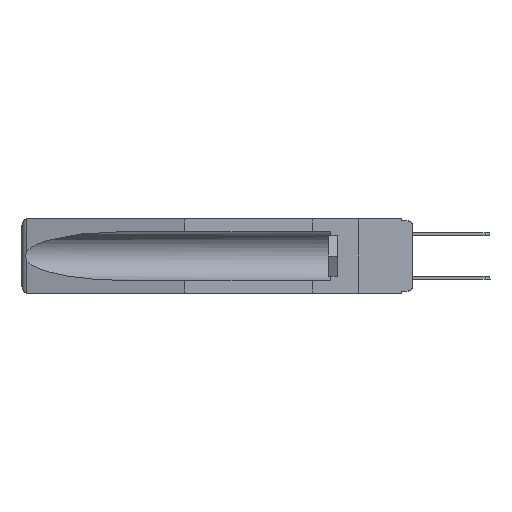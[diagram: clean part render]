
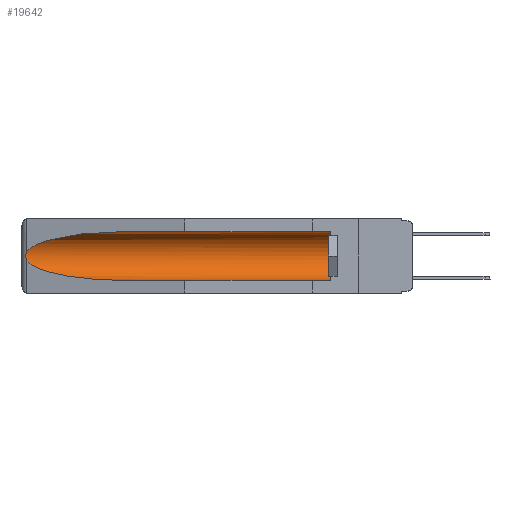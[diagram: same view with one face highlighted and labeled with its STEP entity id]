
A CAD part, left-side view. The second image highlights one B-rep face of the part: STEP entity #19642.
In plain terms, the highlighted cylindrical face has radius 2.857 mm (diameter 5.715 mm), a partial arc.
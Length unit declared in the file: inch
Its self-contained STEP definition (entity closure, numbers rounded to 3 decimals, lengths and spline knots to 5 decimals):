
#165 = VERTEX_POINT ( 'NONE', #15974 ) ;
#426 = CARTESIAN_POINT ( 'NONE',  ( 0.155, 0.126, -0.284 ) ) ;
#606 = ORIENTED_EDGE ( 'NONE', *, *, #7465, .T. ) ;
#1467 = DIRECTION ( 'NONE',  ( 0., 1., 0. ) ) ;
#2161 = CARTESIAN_POINT ( 'NONE',  ( 0.2675, 1.53308, -0.16763 ) ) ;
#3375 = CARTESIAN_POINT ( 'NONE',  ( 0.155, 1.07973, -0.284 ) ) ;
#3615 = CARTESIAN_POINT ( 'NONE',  ( 0.26537, 1.52718, -0.14972 ) ) ;
#3838 = ORIENTED_EDGE ( 'NONE', *, *, #5914, .T. ) ;
#4237 = EDGE_LOOP ( 'NONE', ( #606, #3838, #5141, #8690, #16323, #12589 ) ) ;
#4674 = DIRECTION ( 'NONE',  ( 0., -1., 0. ) ) ;
#4771 =( BOUNDED_CURVE ( )  B_SPLINE_CURVE ( 3, ( #15962, #11271, #9747, #3375 ),
 .UNSPECIFIED., .F., .F. ) 
 B_SPLINE_CURVE_WITH_KNOTS ( ( 4, 4 ),
 ( 0.1948, 1.5708 ),
 .UNSPECIFIED. ) 
 CURVE ( )  GEOMETRIC_REPRESENTATION_ITEM ( )  RATIONAL_B_SPLINE_CURVE ( ( 1., 0.848, 0.848, 1. ) ) 
 REPRESENTATION_ITEM ( '' )  );
#5141 = ORIENTED_EDGE ( 'NONE', *, *, #8190, .T. ) ;
#5630 = AXIS2_PLACEMENT_3D ( 'NONE', #15986, #4674, #17701 ) ;
#5649 = FACE_OUTER_BOUND ( 'NONE', #4237, .T. ) ;
#5775 = VERTEX_POINT ( 'NONE', #14471 ) ;
#5914 = EDGE_CURVE ( 'NONE', #5775, #10431, #16798, .T. ) ;
#6061 = CARTESIAN_POINT ( 'NONE',  ( 0.155, 0.126, -0.059 ) ) ;
#6756 = CARTESIAN_POINT ( 'NONE',  ( 0.26655, 1.53094, -0.18657 ) ) ;
#7000 = VERTEX_POINT ( 'NONE', #426 ) ;
#7349 = CARTESIAN_POINT ( 'NONE',  ( 0.26537, 1.52718, -0.19328 ) ) ;
#7465 = EDGE_CURVE ( 'NONE', #165, #5775, #11558, .T. ) ;
#7487 = CARTESIAN_POINT ( 'NONE',  ( 0.155, 1.07973, -0.284 ) ) ;
#8091 = EDGE_CURVE ( 'NONE', #7000, #8542, #14496, .T. ) ;
#8190 = EDGE_CURVE ( 'NONE', #10431, #8542, #4771, .T. ) ;
#8316 = CARTESIAN_POINT ( 'NONE',  ( 0.155, -0.30754, -0.1715 ) ) ;
#8542 = VERTEX_POINT ( 'NONE', #7487 ) ;
#8660 = CYLINDRICAL_SURFACE ( 'NONE', #11465, 0.1125 ) ;
#8690 = ORIENTED_EDGE ( 'NONE', *, *, #8091, .F. ) ;
#9157 = CIRCLE ( 'NONE', #5630, 0.1125 ) ;
#9747 = CARTESIAN_POINT ( 'NONE',  ( 0.21114, 1.30732, -0.284 ) ) ;
#9987 = CARTESIAN_POINT ( 'NONE',  ( 0.26537, 1.52718, -0.19328 ) ) ;
#10010 = DIRECTION ( 'NONE',  ( 0., 0., 1. ) ) ;
#10377 = VECTOR ( 'NONE', #11548, 39.37008 ) ;
#10431 = VERTEX_POINT ( 'NONE', #7349 ) ;
#11271 = CARTESIAN_POINT ( 'NONE',  ( 0.25451, 1.48313, -0.24835 ) ) ;
#11465 = AXIS2_PLACEMENT_3D ( 'NONE', #8316, #17796, #10010 ) ;
#11548 = DIRECTION ( 'NONE',  ( 0., 1., 0. ) ) ;
#11558 =( BOUNDED_CURVE ( )  B_SPLINE_CURVE ( 3, ( #19197, #14521, #13114, #19263 ),
 .UNSPECIFIED., .F., .F. ) 
 B_SPLINE_CURVE_WITH_KNOTS ( ( 4, 4 ),
 ( 4.71239, 6.08839 ),
 .UNSPECIFIED. ) 
 CURVE ( )  GEOMETRIC_REPRESENTATION_ITEM ( )  RATIONAL_B_SPLINE_CURVE ( ( 1., 0.848, 0.848, 1. ) ) 
 REPRESENTATION_ITEM ( '' )  );
#11722 = CARTESIAN_POINT ( 'NONE',  ( 0.2673, 1.5327, -0.16383 ) ) ;
#12474 = VECTOR ( 'NONE', #1467, 39.37008 ) ;
#12589 = ORIENTED_EDGE ( 'NONE', *, *, #17439, .T. ) ;
#13114 = CARTESIAN_POINT ( 'NONE',  ( 0.25451, 1.48313, -0.09465 ) ) ;
#14471 = CARTESIAN_POINT ( 'NONE',  ( 0.26537, 1.52718, -0.14972 ) ) ;
#14496 = LINE ( 'NONE', #17465, #12474 ) ;
#14521 = CARTESIAN_POINT ( 'NONE',  ( 0.21114, 1.30732, -0.059 ) ) ;
#14812 = CARTESIAN_POINT ( 'NONE',  ( 0.26597, 1.52961, -0.15275 ) ) ;
#15306 = VERTEX_POINT ( 'NONE', #6061 ) ;
#15962 = CARTESIAN_POINT ( 'NONE',  ( 0.26537, 1.52718, -0.19328 ) ) ;
#15974 = CARTESIAN_POINT ( 'NONE',  ( 0.155, 1.07973, -0.059 ) ) ;
#15986 = CARTESIAN_POINT ( 'NONE',  ( 0.155, 0.126, -0.1715 ) ) ;
#16257 = CARTESIAN_POINT ( 'NONE',  ( 0.2673, 1.53269, -0.17917 ) ) ;
#16323 = ORIENTED_EDGE ( 'NONE', *, *, #20104, .T. ) ;
#16530 = CARTESIAN_POINT ( 'NONE',  ( 0.2675, 1.53308, -0.17534 ) ) ;
#16798 = B_SPLINE_CURVE_WITH_KNOTS ( 'NONE', 3,
 ( #3615, #14812, #19362, #11722, #2161, #16530, #16257, #6756, #17896, #9987 ),
 .UNSPECIFIED., .F., .F.,
 ( 4, 2, 2, 2, 4 ),
 ( 0., 0.00029, 0.00058, 0.00087, 0.00117 ),
 .UNSPECIFIED. ) ;
#17439 = EDGE_CURVE ( 'NONE', #15306, #165, #19563, .T. ) ;
#17465 = CARTESIAN_POINT ( 'NONE',  ( 0.155, -0.30754, -0.284 ) ) ;
#17701 = DIRECTION ( 'NONE',  ( 0., 0., 1. ) ) ;
#17796 = DIRECTION ( 'NONE',  ( 0., 1., 0. ) ) ;
#17896 = CARTESIAN_POINT ( 'NONE',  ( 0.26597, 1.5296, -0.19026 ) ) ;
#19197 = CARTESIAN_POINT ( 'NONE',  ( 0.155, 1.07973, -0.059 ) ) ;
#19263 = CARTESIAN_POINT ( 'NONE',  ( 0.26537, 1.52718, -0.14972 ) ) ;
#19362 = CARTESIAN_POINT ( 'NONE',  ( 0.26654, 1.53092, -0.15636 ) ) ;
#19474 = CARTESIAN_POINT ( 'NONE',  ( 0.155, -0.30754, -0.059 ) ) ;
#19563 = LINE ( 'NONE', #19474, #10377 ) ;
#19642 = ADVANCED_FACE ( 'NONE', ( #5649 ), #8660, .F. ) ;
#20104 = EDGE_CURVE ( 'NONE', #7000, #15306, #9157, .T. ) ;
